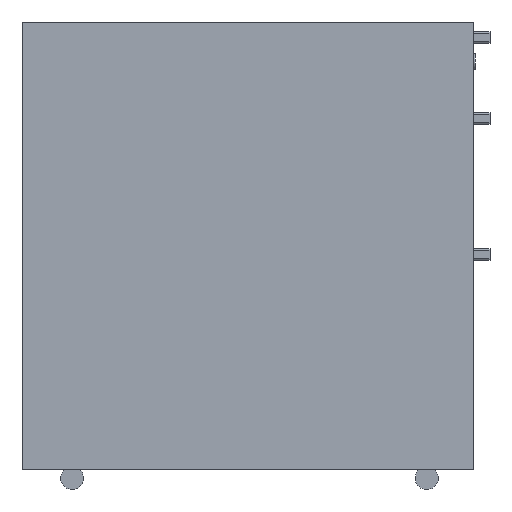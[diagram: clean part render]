
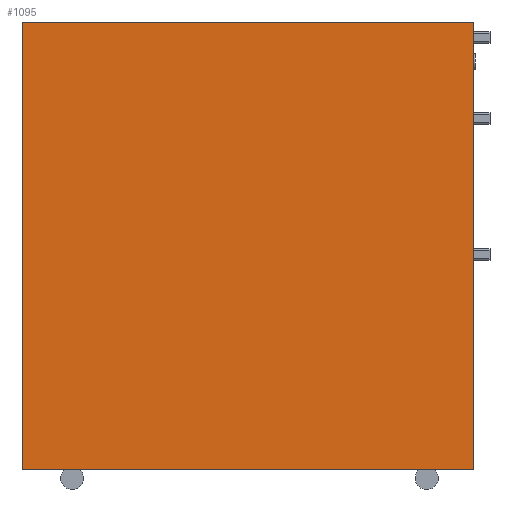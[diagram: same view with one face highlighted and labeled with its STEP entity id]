
A CAD part, left-side view. The second image highlights one B-rep face of the part: STEP entity #1095.
In plain terms, the highlighted planar face has unit normal (-1, 0, 0).
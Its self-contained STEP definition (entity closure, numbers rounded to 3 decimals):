
#94=LINE($,#1695,#212);
#98=LINE($,#1702,#216);
#99=LINE($,#1705,#217);
#102=LINE($,#1710,#220);
#212=VECTOR($,#1364,580.);
#216=VECTOR($,#1370,585.);
#217=VECTOR($,#1373,585.);
#220=VECTOR($,#1378,580.);
#338=PLANE($,#1190);
#402=FACE_OUTER_BOUND($,#469,.T.);
#469=EDGE_LOOP($,(#868,#869,#870,#871));
#568=VERTEX_POINT($,#1692);
#569=VERTEX_POINT($,#1694);
#571=VERTEX_POINT($,#1700);
#572=VERTEX_POINT($,#1704);
#676=EDGE_CURVE($,#568,#569,#94,.T.);
#680=EDGE_CURVE($,#571,#568,#98,.T.);
#681=EDGE_CURVE($,#569,#572,#99,.T.);
#684=EDGE_CURVE($,#571,#572,#102,.T.);
#868=ORIENTED_EDGE($,*,*,#684,.T.);
#869=ORIENTED_EDGE($,*,*,#681,.F.);
#870=ORIENTED_EDGE($,*,*,#676,.F.);
#871=ORIENTED_EDGE($,*,*,#680,.F.);
#1095=ADVANCED_FACE($,(#402),#338,.F.);
#1190=AXIS2_PLACEMENT_3D($,#1709,#1376,#1377);
#1364=DIRECTION($,(0.,0.,-1.));
#1370=DIRECTION($,(0.,-1.,0.));
#1373=DIRECTION($,(0.,1.,0.));
#1376=DIRECTION('center_axis',(1.,0.,0.));
#1377=DIRECTION('ref_axis',(0.,0.,-1.));
#1378=DIRECTION($,(0.,0.,-1.));
#1692=CARTESIAN_POINT('',(0.,-585.,580.));
#1694=CARTESIAN_POINT('',(0.,-585.,0.));
#1695=CARTESIAN_POINT($,(0.,-585.,290.));
#1700=CARTESIAN_POINT('',(0.,0.,580.));
#1702=CARTESIAN_POINT($,(0.,-292.5,580.));
#1704=CARTESIAN_POINT('',(0.,0.,0.));
#1705=CARTESIAN_POINT($,(0.,-292.5,0.));
#1709=CARTESIAN_POINT('Origin',(0.,-292.5,290.));
#1710=CARTESIAN_POINT($,(0.,0.,290.));
